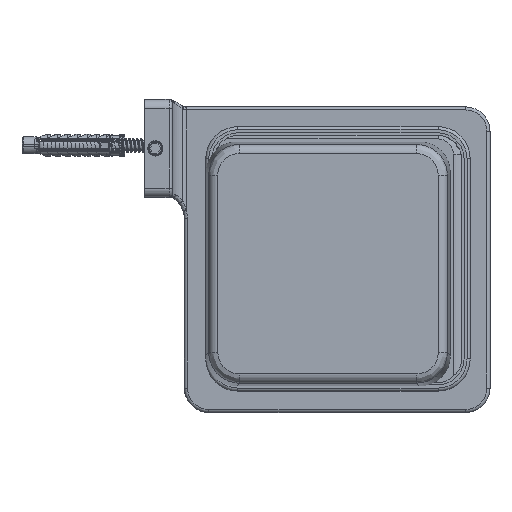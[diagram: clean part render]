
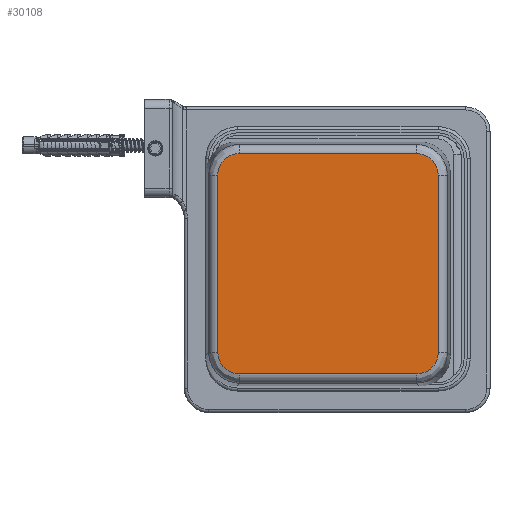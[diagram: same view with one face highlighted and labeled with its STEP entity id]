
A CAD part, top view. The second image highlights one B-rep face of the part: STEP entity #30108.
In plain terms, the highlighted face is planar.
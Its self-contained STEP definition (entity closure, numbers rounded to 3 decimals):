
#28110=CARTESIAN_POINT('',(36.032,0.,
29.032));
#28111=CARTESIAN_POINT('',(36.032,0.,
29.495));
#28112=CARTESIAN_POINT('',(35.942,0.,
30.401));
#28113=CARTESIAN_POINT('',(35.541,0.,
31.728));
#28114=CARTESIAN_POINT('',(34.89,0.,
32.946));
#28115=CARTESIAN_POINT('',(34.014,0.,
34.014));
#28116=CARTESIAN_POINT('',(32.945,0.,
34.891));
#28117=CARTESIAN_POINT('',(31.727,0.,
35.542));
#28118=CARTESIAN_POINT('',(30.4,0.,
35.943));
#28119=CARTESIAN_POINT('',(29.495,0.,
36.032));
#28120=CARTESIAN_POINT('',(29.032,0.,
36.032));
#28126=DIRECTION('',(0.,0.,1.));
#28127=VECTOR('',#28126,58.065);
#28128=CARTESIAN_POINT('',(36.032,0.,
-29.032));
#28129=LINE('',#28128,#28127);
#28133=CARTESIAN_POINT('',(29.032,0.,
-36.032));
#28134=CARTESIAN_POINT('',(29.495,0.,
-36.032));
#28135=CARTESIAN_POINT('',(30.401,0.,
-35.942));
#28136=CARTESIAN_POINT('',(31.728,0.,
-35.541));
#28137=CARTESIAN_POINT('',(32.946,0.,
-34.89));
#28138=CARTESIAN_POINT('',(34.014,0.,
-34.014));
#28139=CARTESIAN_POINT('',(34.891,0.,
-32.945));
#28140=CARTESIAN_POINT('',(35.542,0.,
-31.727));
#28141=CARTESIAN_POINT('',(35.943,0.,
-30.4));
#28142=CARTESIAN_POINT('',(36.032,0.,
-29.495));
#28143=CARTESIAN_POINT('',(36.032,0.,
-29.032));
#28148=DIRECTION('',(1.,0.,0.));
#28149=VECTOR('',#28148,58.065);
#28150=CARTESIAN_POINT('',(-29.032,0.,
-36.032));
#28151=LINE('',#28150,#28149);
#28155=CARTESIAN_POINT('',(-36.032,0.,
-29.032));
#28156=CARTESIAN_POINT('',(-36.032,0.,
-29.495));
#28157=CARTESIAN_POINT('',(-35.942,0.,
-30.401));
#28158=CARTESIAN_POINT('',(-35.541,0.,
-31.728));
#28159=CARTESIAN_POINT('',(-34.89,0.,
-32.946));
#28160=CARTESIAN_POINT('',(-34.014,0.,
-34.014));
#28161=CARTESIAN_POINT('',(-32.945,0.,
-34.891));
#28162=CARTESIAN_POINT('',(-31.727,0.,
-35.542));
#28163=CARTESIAN_POINT('',(-30.4,0.,
-35.943));
#28164=CARTESIAN_POINT('',(-29.495,0.,
-36.032));
#28165=CARTESIAN_POINT('',(-29.032,0.,
-36.032));
#28170=DIRECTION('',(0.,0.,-1.));
#28171=VECTOR('',#28170,58.065);
#28172=CARTESIAN_POINT('',(-36.032,0.,
29.032));
#28173=LINE('',#28172,#28171);
#28177=CARTESIAN_POINT('',(-29.032,0.,
36.032));
#28178=CARTESIAN_POINT('',(-29.495,0.,
36.032));
#28179=CARTESIAN_POINT('',(-30.401,0.,
35.942));
#28180=CARTESIAN_POINT('',(-31.728,0.,
35.541));
#28181=CARTESIAN_POINT('',(-32.946,0.,
34.89));
#28182=CARTESIAN_POINT('',(-34.014,0.,
34.014));
#28183=CARTESIAN_POINT('',(-34.891,0.,
32.945));
#28184=CARTESIAN_POINT('',(-35.542,0.,
31.727));
#28185=CARTESIAN_POINT('',(-35.943,0.,
30.4));
#28186=CARTESIAN_POINT('',(-36.032,0.,
29.495));
#28187=CARTESIAN_POINT('',(-36.032,0.,
29.032));
#28192=DIRECTION('',(-1.,0.,0.));
#28193=VECTOR('',#28192,58.065);
#28194=CARTESIAN_POINT('',(29.032,0.,
36.032));
#28195=LINE('',#28194,#28193);
#29923=VERTEX_POINT('',#28110);
#29924=VERTEX_POINT('',#28120);
#29927=CARTESIAN_POINT('',(-29.032,0.,
36.032));
#29928=VERTEX_POINT('',#29927);
#29931=VERTEX_POINT('',#28187);
#29933=CARTESIAN_POINT('',(-36.032,0.,
-29.032));
#29934=VERTEX_POINT('',#29933);
#29937=VERTEX_POINT('',#28165);
#29939=CARTESIAN_POINT('',(29.032,0.,
-36.032));
#29940=VERTEX_POINT('',#29939);
#29943=VERTEX_POINT('',#28143);
#30085=CARTESIAN_POINT('',(0.,0.,0.));
#30086=DIRECTION('',(0.,1.,0.));
#30087=DIRECTION('',(1.,0.,0.));
#30088=AXIS2_PLACEMENT_3D('',#30085,#30086,#30087);
#30089=PLANE('',#30088);
#30091=ORIENTED_EDGE('',*,*,#30090,.F.);
#30093=ORIENTED_EDGE('',*,*,#30092,.F.);
#30095=ORIENTED_EDGE('',*,*,#30094,.F.);
#30097=ORIENTED_EDGE('',*,*,#30096,.F.);
#30099=ORIENTED_EDGE('',*,*,#30098,.F.);
#30101=ORIENTED_EDGE('',*,*,#30100,.F.);
#30103=ORIENTED_EDGE('',*,*,#30102,.F.);
#30105=ORIENTED_EDGE('',*,*,#30104,.F.);
#30106=EDGE_LOOP('',(#30091,#30093,#30095,#30097,#30099,#30101,#30103,#30105));
#30107=FACE_OUTER_BOUND('',#30106,.F.);
#28121=B_SPLINE_CURVE_WITH_KNOTS('',3,(#28110,#28111,#28112,#28113,#28114,
#28115,#28116,#28117,#28118,#28119,#28120),.UNSPECIFIED.,.F.,.F.,(4,1,1,1,1,1,1,
1,4),(0.,0.125,0.25,0.375,0.5,0.625,0.75,0.875,1.),
.UNSPECIFIED.);
#28144=B_SPLINE_CURVE_WITH_KNOTS('',3,(#28133,#28134,#28135,#28136,#28137,
#28138,#28139,#28140,#28141,#28142,#28143),.UNSPECIFIED.,.F.,.F.,(4,1,1,1,1,1,1,
1,4),(0.,0.125,0.25,0.375,0.5,0.625,0.75,0.875,1.),
.UNSPECIFIED.);
#28166=B_SPLINE_CURVE_WITH_KNOTS('',3,(#28155,#28156,#28157,#28158,#28159,
#28160,#28161,#28162,#28163,#28164,#28165),.UNSPECIFIED.,.F.,.F.,(4,1,1,1,1,1,1,
1,4),(0.,0.125,0.25,0.375,0.5,0.625,0.75,0.875,1.),
.UNSPECIFIED.);
#28188=B_SPLINE_CURVE_WITH_KNOTS('',3,(#28177,#28178,#28179,#28180,#28181,
#28182,#28183,#28184,#28185,#28186,#28187),.UNSPECIFIED.,.F.,.F.,(4,1,1,1,1,1,1,
1,4),(0.,0.125,0.25,0.375,0.5,0.625,0.75,0.875,1.),
.UNSPECIFIED.);
#30090=EDGE_CURVE('',#29923,#29924,#28121,.T.);
#30092=EDGE_CURVE('',#29943,#29923,#28129,.T.);
#30094=EDGE_CURVE('',#29940,#29943,#28144,.T.);
#30096=EDGE_CURVE('',#29937,#29940,#28151,.T.);
#30098=EDGE_CURVE('',#29934,#29937,#28166,.T.);
#30100=EDGE_CURVE('',#29931,#29934,#28173,.T.);
#30102=EDGE_CURVE('',#29928,#29931,#28188,.T.);
#30104=EDGE_CURVE('',#29924,#29928,#28195,.T.);
#30108=ADVANCED_FACE('',(#30107),#30089,.F.);
